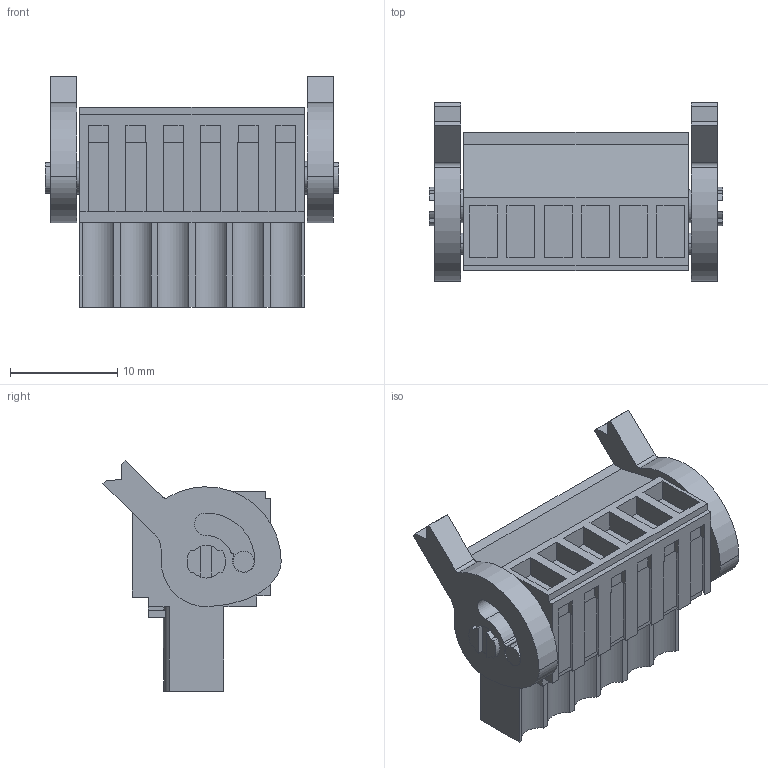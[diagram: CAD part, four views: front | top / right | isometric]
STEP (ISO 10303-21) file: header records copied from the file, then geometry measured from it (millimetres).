
FILE_DESCRIPTION(('CATIA V5 STEP Exchange','CAx-IF Rec.Pracs.--- Model Styling and Organization---1.2---2011-12-15'),'2;1');
FILE_NAME ('D1454448_0_1687690000_1687690000.stp','2017-04-25T12:23:50+00:00',('none'),('Weidmueller'),'CATIA Version 5-6 Release 2014','CATIA V5 STEP AP214','none');
FILE_SCHEMA(('AUTOMOTIVE_DESIGN { 1 0 10303 214 1 1 1 1 }'));
Length unit declared in the file: millimetre
Products named in the file (1): 1687690000
Bounding box: 27.4 x 16.66 x 21.53 mm (x, y, z)
Volume: 3644.5 mm3; surface area: 3459.2 mm2
Topology: 9 solids, 9 shells, 447 faces, 1241 edges, 840 vertices
Faces by surface type: plane 373, cylinder 72, extrusion 2
Entity records: 13304 total; most frequent: ORIENTED_EDGE 2482, CARTESIAN_POINT 2404, DIRECTION 1807, EDGE_CURVE 1241, VECTOR 1021, LINE 1019, VERTEX_POINT 840, AXIS2_PLACEMENT_3D 503
